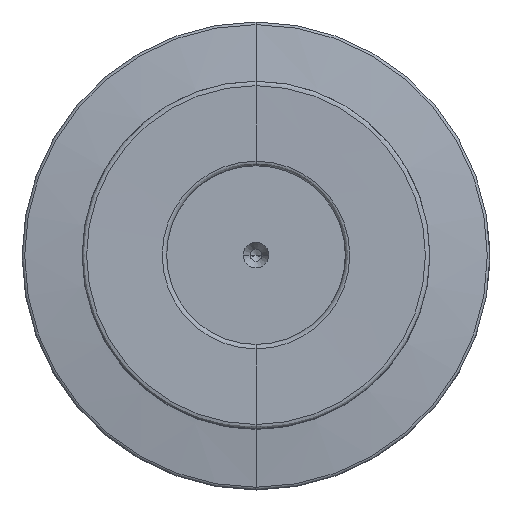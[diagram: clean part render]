
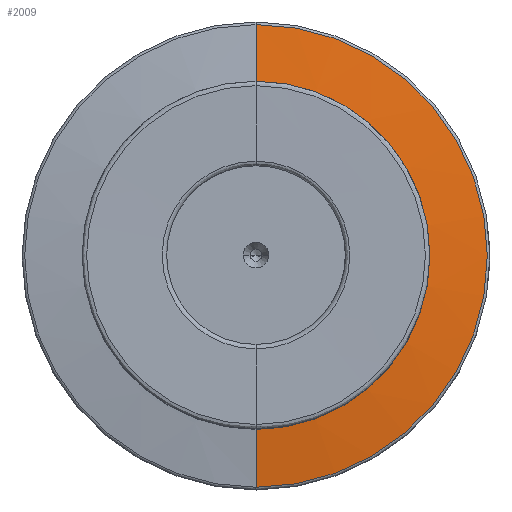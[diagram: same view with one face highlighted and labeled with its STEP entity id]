
A CAD part, top view. The second image highlights one B-rep face of the part: STEP entity #2009.
In plain terms, the highlighted conical face has half-angle 82.405 degrees and reference radius 29.703 mm.
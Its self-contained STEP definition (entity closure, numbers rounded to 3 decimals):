
#128=CARTESIAN_POINT('',(0.,0.,13.558));
#129=DIRECTION('',(0.,0.,1.));
#130=DIRECTION('',(0.,-1.,0.));
#131=AXIS2_PLACEMENT_3D('',#128,#129,#130);
#133=CARTESIAN_POINT('',(0.,0.,15.921));
#134=DIRECTION('',(0.,0.,1.));
#135=DIRECTION('',(0.,-1.,0.));
#136=AXIS2_PLACEMENT_3D('',#133,#134,#135);
#153=DIRECTION('',(0.,-0.991,0.132));
#154=VECTOR('',#153,17.884);
#155=CARTESIAN_POINT('',(0.,38.566,13.558));
#156=LINE('',#155,#154);
#162=DIRECTION('',(0.,0.991,0.132));
#163=VECTOR('',#162,17.884);
#164=CARTESIAN_POINT('',(0.,-38.566,
13.558));
#165=LINE('',#164,#163);
#1803=CARTESIAN_POINT('',(0.,20.839,15.921));
#1804=CARTESIAN_POINT('',(0.,-20.839,15.921));
#1805=VERTEX_POINT('',#1803);
#1806=VERTEX_POINT('',#1804);
#1811=CARTESIAN_POINT('',(0.,38.566,13.558));
#1812=CARTESIAN_POINT('',(0.,-38.566,13.558));
#1813=VERTEX_POINT('',#1811);
#1814=VERTEX_POINT('',#1812);
#1995=CARTESIAN_POINT('',(0.,0.,14.74));
#1996=DIRECTION('',(0.,0.,-1.));
#1997=DIRECTION('',(0.,-1.,0.));
#1998=AXIS2_PLACEMENT_3D('',#1995,#1996,#1997);
#1999=CONICAL_SURFACE('',#1998,29.703,82.405);
#2001=ORIENTED_EDGE('',*,*,#2000,.F.);
#2003=ORIENTED_EDGE('',*,*,#2002,.T.);
#2004=ORIENTED_EDGE('',*,*,#1985,.T.);
#2006=ORIENTED_EDGE('',*,*,#2005,.F.);
#2007=EDGE_LOOP('',(#2001,#2003,#2004,#2006));
#2008=FACE_OUTER_BOUND('',#2007,.F.);
#2009=ADVANCED_FACE('',(#2008),#1999,.T.);
#132=CIRCLE('',#131,38.566);
#137=CIRCLE('',#136,20.839);
#1985=EDGE_CURVE('',#1806,#1805,#137,.T.);
#2000=EDGE_CURVE('',#1814,#1813,#132,.T.);
#2002=EDGE_CURVE('',#1814,#1806,#165,.T.);
#2005=EDGE_CURVE('',#1813,#1805,#156,.T.);
